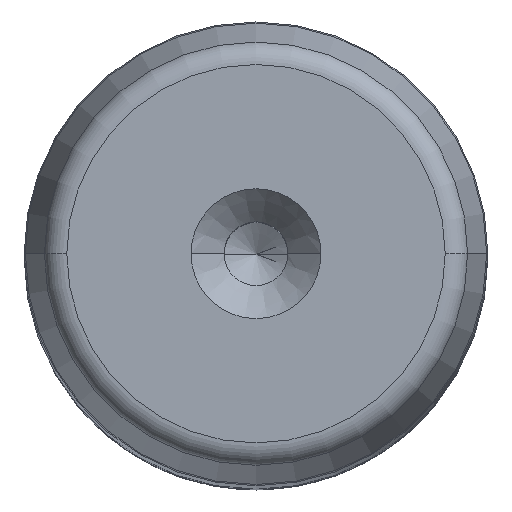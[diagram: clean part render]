
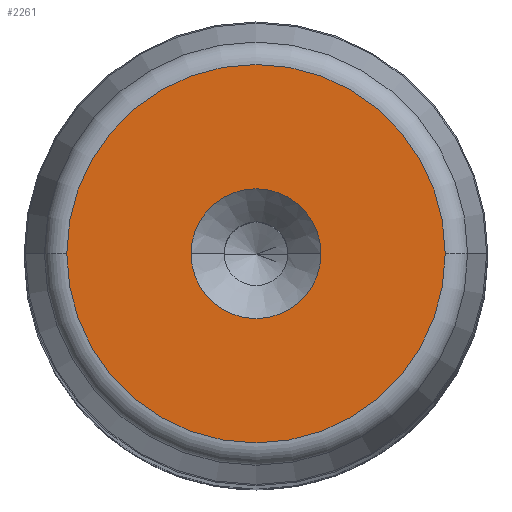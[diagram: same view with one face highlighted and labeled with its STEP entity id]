
A CAD part, top view. The second image highlights one B-rep face of the part: STEP entity #2261.
In plain terms, the highlighted planar face has unit normal (0, 0, 1).
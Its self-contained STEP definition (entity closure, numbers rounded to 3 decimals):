
#36 = DIRECTION ( 'NONE',  ( 0., 0., 1. ) ) ;
#51 = DIRECTION ( 'NONE',  ( 1., 0., 0. ) ) ;
#292 = ORIENTED_EDGE ( 'NONE', *, *, #863, .F. ) ;
#516 = ORIENTED_EDGE ( 'NONE', *, *, #1400, .F. ) ;
#530 = FACE_BOUND ( 'NONE', #2010, .T. ) ;
#575 = CARTESIAN_POINT ( 'NONE',  ( 0., 0., 224. ) ) ;
#749 = CIRCLE ( 'NONE', #1625, 5.6 ) ;
#792 = DIRECTION ( 'NONE',  ( 0., 0., 1. ) ) ;
#831 = CARTESIAN_POINT ( 'NONE',  ( 16.322, 0., 224. ) ) ;
#863 = EDGE_CURVE ( 'NONE', #1896, #1295, #1316, .T. ) ;
#1023 = VERTEX_POINT ( 'NONE', #831 ) ;
#1024 = EDGE_CURVE ( 'NONE', #2122, #1023, #1991, .T. ) ;
#1054 = ORIENTED_EDGE ( 'NONE', *, *, #1617, .T. ) ;
#1067 = AXIS2_PLACEMENT_3D ( 'NONE', #3008, #2212, #1804 ) ;
#1248 = CARTESIAN_POINT ( 'NONE',  ( 0., 0., 224. ) ) ;
#1270 = DIRECTION ( 'NONE',  ( 0., 0., 1. ) ) ;
#1295 = VERTEX_POINT ( 'NONE', #3109 ) ;
#1316 = CIRCLE ( 'NONE', #1067, 5.6 ) ;
#1400 = EDGE_CURVE ( 'NONE', #1295, #1896, #749, .T. ) ;
#1486 = DIRECTION ( 'NONE',  ( 1., 0., 0. ) ) ;
#1537 = FACE_OUTER_BOUND ( 'NONE', #2280, .T. ) ;
#1617 = EDGE_CURVE ( 'NONE', #1023, #2122, #2296, .T. ) ;
#1625 = AXIS2_PLACEMENT_3D ( 'NONE', #1248, #1270, #51 ) ;
#1661 = CARTESIAN_POINT ( 'NONE',  ( -16.322, 0., 224. ) ) ;
#1804 = DIRECTION ( 'NONE',  ( 1., 0., 0. ) ) ;
#1833 = DIRECTION ( 'NONE',  ( 1., 0., 0. ) ) ;
#1848 = AXIS2_PLACEMENT_3D ( 'NONE', #1940, #36, #1486 ) ;
#1857 = ORIENTED_EDGE ( 'NONE', *, *, #1024, .T. ) ;
#1896 = VERTEX_POINT ( 'NONE', #2481 ) ;
#1940 = CARTESIAN_POINT ( 'NONE',  ( 0., 0., 224. ) ) ;
#1991 = CIRCLE ( 'NONE', #2916, 16.322 ) ;
#2010 = EDGE_LOOP ( 'NONE', ( #292, #516 ) ) ;
#2122 = VERTEX_POINT ( 'NONE', #1661 ) ;
#2212 = DIRECTION ( 'NONE',  ( 0., 0., 1. ) ) ;
#2261 = ADVANCED_FACE ( 'NONE', ( #1537, #530 ), #2913, .T. ) ;
#2280 = EDGE_LOOP ( 'NONE', ( #1054, #1857 ) ) ;
#2296 = CIRCLE ( 'NONE', #3085, 16.322 ) ;
#2481 = CARTESIAN_POINT ( 'NONE',  ( 5.6, 0., 224. ) ) ;
#2483 = DIRECTION ( 'NONE',  ( 1., 0., 0. ) ) ;
#2552 = CARTESIAN_POINT ( 'NONE',  ( 0., 0., 224. ) ) ;
#2913 = PLANE ( 'NONE',  #1848 ) ;
#2916 = AXIS2_PLACEMENT_3D ( 'NONE', #2552, #3004, #1833 ) ;
#3004 = DIRECTION ( 'NONE',  ( 0., 0., 1. ) ) ;
#3008 = CARTESIAN_POINT ( 'NONE',  ( 0., 0., 224. ) ) ;
#3085 = AXIS2_PLACEMENT_3D ( 'NONE', #575, #792, #2483 ) ;
#3109 = CARTESIAN_POINT ( 'NONE',  ( -5.6, 0., 224. ) ) ;
